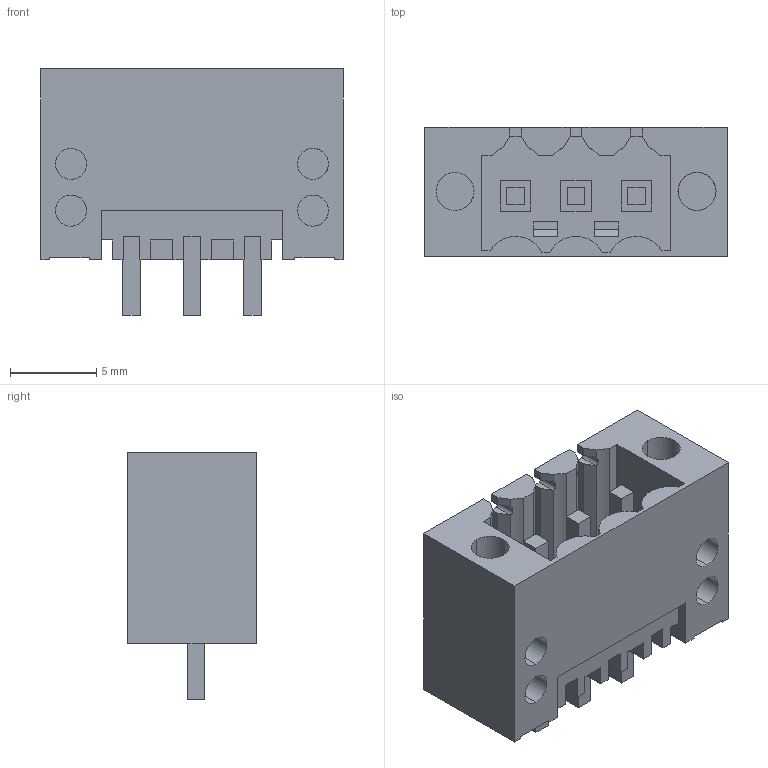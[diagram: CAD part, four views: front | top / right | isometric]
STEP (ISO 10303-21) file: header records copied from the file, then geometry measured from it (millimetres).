
FILE_DESCRIPTION(('CATIA V5 STEP Exchange','CAx-IF Rec.Pracs.--- Model Styling and Organization---1.2---2011-12-15'),'2;1');
FILE_NAME ('D1457293_0_1842780000_1842780000.stp','2018-03-20T08:45:24+00:00',('none'),('Weidmueller'),'CATIA Version 5-6 Release 2014','CATIA V5 STEP AP214','none');
FILE_SCHEMA(('AUTOMOTIVE_DESIGN { 1 0 10303 214 1 1 1 1 }'));
Length unit declared in the file: millimetre
Products named in the file (1): 1842780000
Bounding box: 17.5 x 7.45 x 14.25 mm (x, y, z)
Volume: 786.2 mm3; surface area: 1665.1 mm2
Topology: 4 solids, 4 shells, 321 faces, 888 edges, 594 vertices
Faces by surface type: plane 278, cylinder 43
Entity records: 10800 total; most frequent: CARTESIAN_POINT 2362, ORIENTED_EDGE 1776, DIRECTION 1465, EDGE_CURVE 888, VECTOR 790, LINE 790, VERTEX_POINT 594, AXIS2_PLACEMENT_3D 354
